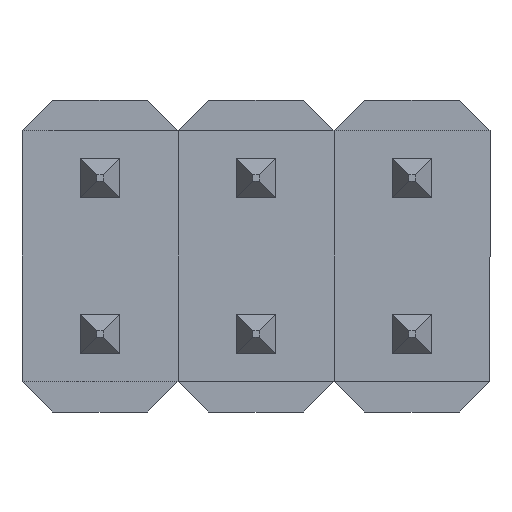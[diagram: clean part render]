
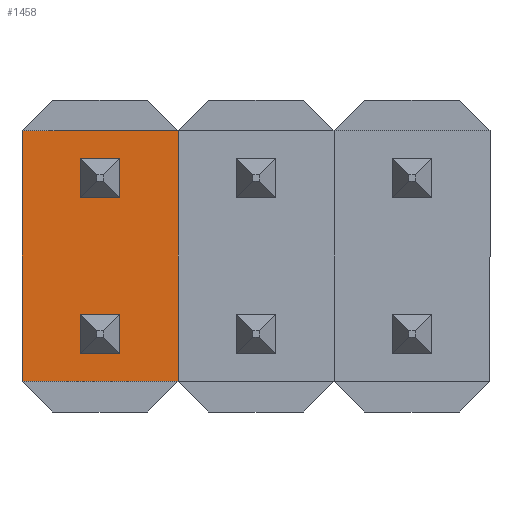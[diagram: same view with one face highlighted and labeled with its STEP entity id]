
A CAD part, front view. The second image highlights one B-rep face of the part: STEP entity #1458.
In plain terms, the highlighted planar face has unit normal (0, -1, 0).
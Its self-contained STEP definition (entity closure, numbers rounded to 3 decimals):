
#31 = VERTEX_POINT ( 'NONE', #126 ) ;
#39 = VERTEX_POINT ( 'NONE', #507 ) ;
#64 = VECTOR ( 'NONE', #723, 1000. ) ;
#88 = DIRECTION ( 'NONE',  ( 1., 0., 0. ) ) ;
#94 = ORIENTED_EDGE ( 'NONE', *, *, #587, .F. ) ;
#126 = CARTESIAN_POINT ( 'NONE',  ( 1.27, 0., 2.04 ) ) ;
#182 = CARTESIAN_POINT ( 'NONE',  ( 1.27, 0., -2.04 ) ) ;
#196 = LINE ( 'NONE', #824, #1404 ) ;
#266 = DIRECTION ( 'NONE',  ( 0., 1., 0. ) ) ;
#361 = CARTESIAN_POINT ( 'NONE',  ( 1.27, 0., -2.54 ) ) ;
#413 = DIRECTION ( 'NONE',  ( 0., 0., 1. ) ) ;
#428 = ORIENTED_EDGE ( 'NONE', *, *, #1284, .F. ) ;
#492 = DIRECTION ( 'NONE',  ( 0., 0., -1. ) ) ;
#500 = CARTESIAN_POINT ( 'NONE',  ( -1.27, 0., 2.04 ) ) ;
#507 = CARTESIAN_POINT ( 'NONE',  ( -1.27, 0., -2.04 ) ) ;
#518 = CARTESIAN_POINT ( 'NONE',  ( 0., 0., 0. ) ) ;
#524 = EDGE_LOOP ( 'NONE', ( #428, #1033, #94, #559 ) ) ;
#559 = ORIENTED_EDGE ( 'NONE', *, *, #1079, .T. ) ;
#587 = EDGE_CURVE ( 'NONE', #39, #871, #727, .T. ) ;
#590 = AXIS2_PLACEMENT_3D ( 'NONE', #518, #266, #1440 ) ;
#641 = PLANE ( 'NONE',  #590 ) ;
#653 = CARTESIAN_POINT ( 'NONE',  ( -1.27, 0., -2.54 ) ) ;
#674 = VERTEX_POINT ( 'NONE', #182 ) ;
#722 = LINE ( 'NONE', #1515, #64 ) ;
#723 = DIRECTION ( 'NONE',  ( -1., 0., 0. ) ) ;
#727 = LINE ( 'NONE', #653, #911 ) ;
#824 = CARTESIAN_POINT ( 'NONE',  ( 1.27, 0., -2.04 ) ) ;
#846 = LINE ( 'NONE', #361, #1109 ) ;
#871 = VERTEX_POINT ( 'NONE', #500 ) ;
#911 = VECTOR ( 'NONE', #413, 1000. ) ;
#1033 = ORIENTED_EDGE ( 'NONE', *, *, #1163, .T. ) ;
#1079 = EDGE_CURVE ( 'NONE', #39, #674, #196, .T. ) ;
#1109 = VECTOR ( 'NONE', #492, 1000. ) ;
#1163 = EDGE_CURVE ( 'NONE', #31, #871, #722, .T. ) ;
#1272 = FACE_OUTER_BOUND ( 'NONE', #524, .T. ) ;
#1284 = EDGE_CURVE ( 'NONE', #31, #674, #846, .T. ) ;
#1404 = VECTOR ( 'NONE', #88, 1000. ) ;
#1440 = DIRECTION ( 'NONE',  ( 0., 0., 1. ) ) ;
#1458 = ADVANCED_FACE ( 'NONE', ( #1272 ), #641, .F. ) ;
#1515 = CARTESIAN_POINT ( 'NONE',  ( 1.27, 0., 2.04 ) ) ;
